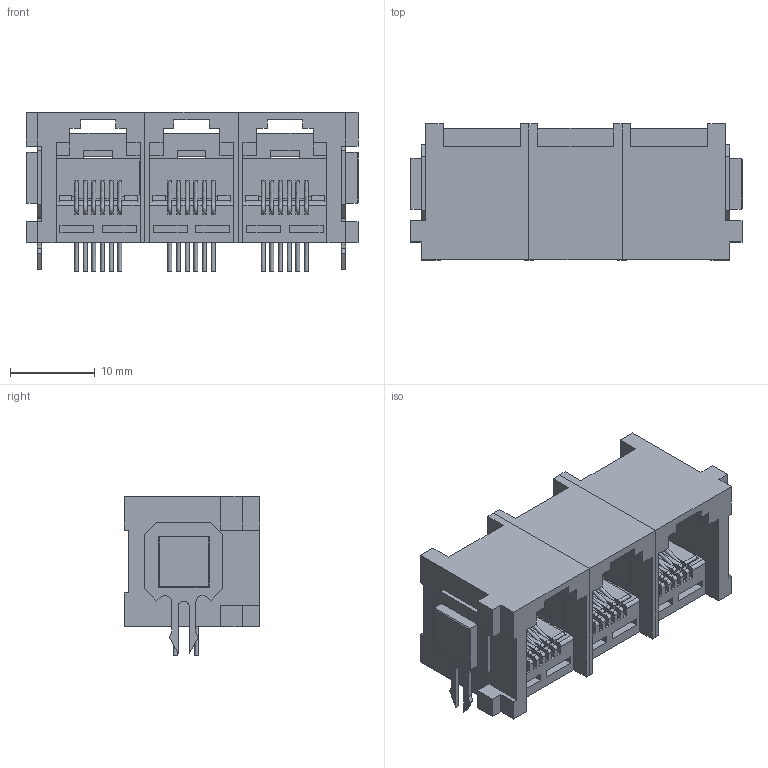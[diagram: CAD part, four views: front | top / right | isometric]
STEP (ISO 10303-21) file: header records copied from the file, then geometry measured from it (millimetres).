
FILE_DESCRIPTION( ( 'Unknown' ), '1' );
FILE_NAME( '615018149421.stp', 'Unknown', ( 'Quentin LAIDEBEUR' ), ( 'WE' ), 'PSStep 15.0.49', 'Sample-box', ' ' );
FILE_SCHEMA( ( 'AUTOMOTIVE_DESIGN { 1 0 10303 214 1 1 1 1 }' ) );
Length unit declared in the file: millimetre
Products named in the file (18): 615006149421R; 615006149421R_PIN; 615006149421R_PIN_BIS; 615006149421R_Holder; 615006149421M; 615006149421M_PIN; 615006149421M_PIN_BIS; 615006149421M_Holder; 615006149421L; 615006149421L_PIN; 615006149421L_PIN_BIS; 615006149421L_Holder; Assem1
Assembly tree (29 placements, depth 3):
  Assem1
    615006149421L
      615006149421L_PIN  x3
      615006149421L_PIN_BIS  x3
      615006149421L
      615006149421L_Holder
      615006149421L
    615006149421M
      615006149421M_PIN  x3
      615006149421M_PIN_BIS  x3
      615006149421M
      615006149421M_Holder
    615006149421R
      615006149421R
      615006149421R_PIN  x3
      615006149421R_PIN_BIS  x3
      615006149421R
      615006149421R_Holder
Bounding box: 39.11 x 16 x 18.8 mm (x, y, z)
Volume: 4500.1 mm3; surface area: 8852.4 mm2
Topology: 26 solids, 26 shells, 952 faces, 2811 edges, 1864 vertices
Faces by surface type: plane 847, cylinder 87, bspline 18
Entity records: 43851 total; most frequent: CARTESIAN_POINT 11012, ORIENTED_EDGE 5538, DIRECTION 4841, EDGE_CURVE 2769, LINE 2583, VECTOR 2583, VERTEX_POINT 1840, AXIS2_PLACEMENT_3D 1129
